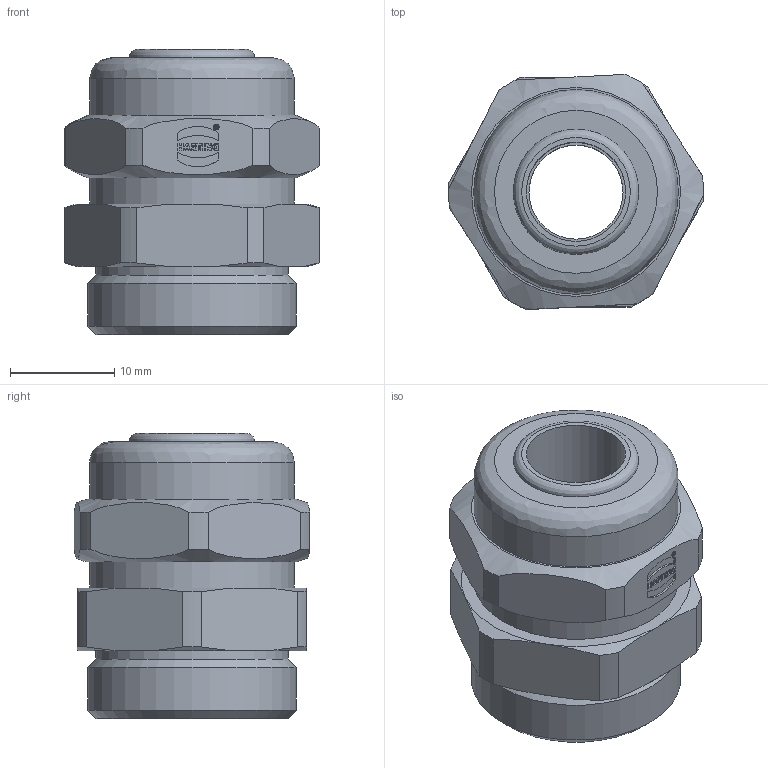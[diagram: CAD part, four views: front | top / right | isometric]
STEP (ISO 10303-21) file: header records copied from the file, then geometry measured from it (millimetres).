
FILE_DESCRIPTION(/* description */ (''),/* implementation_level */ '2;1');
FILE_NAME(/* name */ '100223290ugm000_e.stp',/* time_stamp */ '2019-01-23T16:43:50+01:00',/* author */ (''),/* organization */ (''),/* preprocessor_version */ 'ST-DEVELOPER v16.7',/* originating_system */ 'SIEMENS PLM Software NX 12.0',/* authorisation */ '');
FILE_SCHEMA (('AUTOMOTIVE_DESIGN { 1 0 10303 214 3 1 1 1 }'));
Length unit declared in the file: millimetre
Products named in the file (1): 100223290ugm000_e
Bounding box: 24.39 x 22.52 x 27.3 mm (x, y, z)
Volume: 7132.4 mm3; surface area: 3937.7 mm2
Topology: 1 solids, 2 shells, 175 faces, 508 edges, 458 vertices
Faces by surface type: plane 116, cylinder 36, bspline 16, cone 5, extrusion 2
Full cylindrical faces by diameter (mm): 0.44 x1, 0.52 x1, 9 x2, 9.5 x1, 12 x1, 13.4 x2, 14 x3, 17.26 x1, 18.4 x1, 19.6 x2, 20 x1
Entity records: 7953 total; most frequent: CARTESIAN_POINT 2017, DIRECTION 860, ORIENTED_EDGE 780, EDGE_CURVE 390, VECTOR 332, LINE 330, PRESENTATION_STYLE_ASSIGNMENT 277, VERTEX_POINT 270
